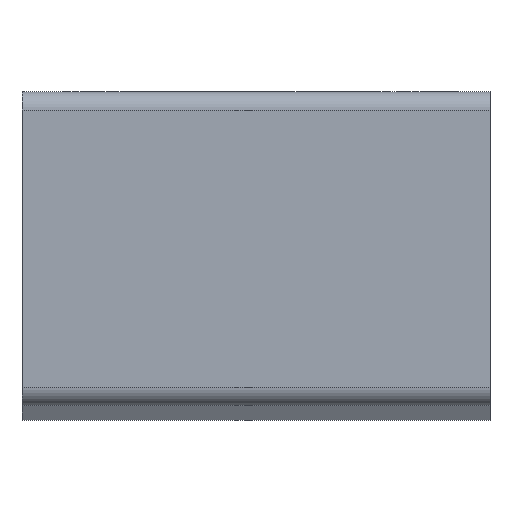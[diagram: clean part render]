
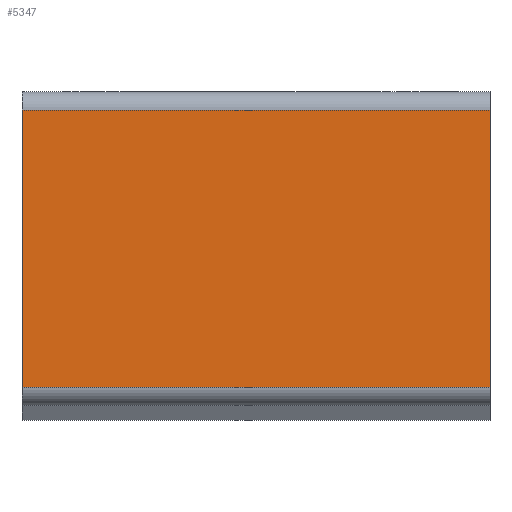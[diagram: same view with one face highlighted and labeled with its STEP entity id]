
A CAD part, front view. The second image highlights one B-rep face of the part: STEP entity #5347.
In plain terms, the highlighted planar face has unit normal (0, -1, 0).
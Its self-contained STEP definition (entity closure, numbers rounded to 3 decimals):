
#5289=CARTESIAN_POINT('',(0.0,-31.517,21.8));
#5290=VERTEX_POINT('',#5289);
#5298=CARTESIAN_POINT('',(38.,-31.517,21.8));
#5299=VERTEX_POINT('',#5298);
#5300=CARTESIAN_POINT('',(38.,-31.517,21.8));
#5301=DIRECTION('',(-1.0,0.0,0.0));
#5302=VECTOR('',#5301,38.);
#5303=LINE('',#5300,#5302);
#5304=EDGE_CURVE('',#5299,#5290,#5303,.T.);
#5317=CARTESIAN_POINT('',(38.,-31.517,21.8));
#5318=DIRECTION('',(0.0,-1.0,0.0));
#5319=DIRECTION('',(1.0,0.0,0.0));
#5320=AXIS2_PLACEMENT_3D('',#5317,#5318,#5319);
#5321=PLANE('',#5320);
#5322=CARTESIAN_POINT('',(0.0,-31.517,-0.701));
#5323=VERTEX_POINT('',#5322);
#5324=CARTESIAN_POINT('',(0.,-31.517,21.8));
#5325=DIRECTION('',(0.0,0.0,-1.0));
#5326=VECTOR('',#5325,22.501);
#5327=LINE('',#5324,#5326);
#5328=EDGE_CURVE('',#5290,#5323,#5327,.T.);
#5329=ORIENTED_EDGE('',*,*,#5328,.T.);
#5330=CARTESIAN_POINT('',(38.,-31.517,-0.701));
#5331=VERTEX_POINT('',#5330);
#5332=CARTESIAN_POINT('',(38.,-31.517,-0.701));
#5333=DIRECTION('',(-1.0,0.0,0.0));
#5334=VECTOR('',#5333,38.);
#5335=LINE('',#5332,#5334);
#5336=EDGE_CURVE('',#5331,#5323,#5335,.T.);
#5337=ORIENTED_EDGE('',*,*,#5336,.F.);
#5338=CARTESIAN_POINT('',(38.,-31.517,-0.701));
#5339=DIRECTION('',(0.0,0.0,1.0));
#5340=VECTOR('',#5339,22.501);
#5341=LINE('',#5338,#5340);
#5342=EDGE_CURVE('',#5331,#5299,#5341,.T.);
#5343=ORIENTED_EDGE('',*,*,#5342,.T.);
#5344=ORIENTED_EDGE('',*,*,#5304,.T.);
#5345=EDGE_LOOP('',(#5329,#5337,#5343,#5344));
#5346=FACE_OUTER_BOUND('',#5345,.T.);
#5347=ADVANCED_FACE('',(#5346),#5321,.T.);
